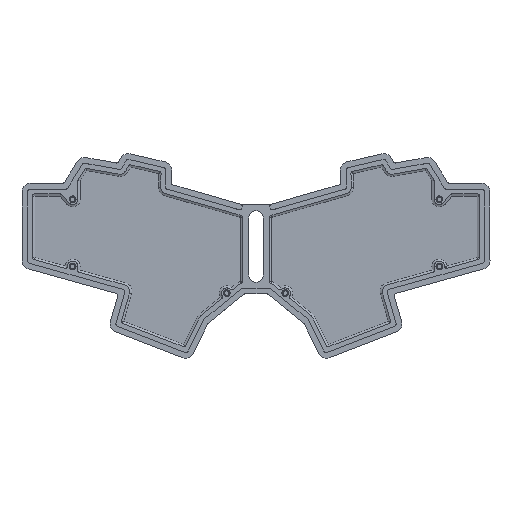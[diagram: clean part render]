
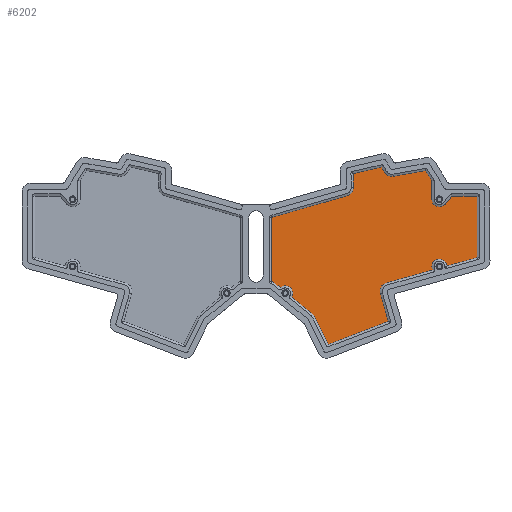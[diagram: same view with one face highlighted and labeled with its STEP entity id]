
A CAD part, top view. The second image highlights one B-rep face of the part: STEP entity #6202.
In plain terms, the highlighted planar face has unit normal (0, 0, 1).
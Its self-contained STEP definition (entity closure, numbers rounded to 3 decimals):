
#158=CIRCLE('',#6548,3.5);
#160=CIRCLE('',#6553,4.);
#162=CIRCLE('',#6559,4.);
#164=CIRCLE('',#6563,3.5);
#166=CIRCLE('',#6566,4.);
#168=CIRCLE('',#6570,4.);
#170=CIRCLE('',#6575,4.);
#179=CIRCLE('',#6595,4.);
#183=CIRCLE('',#6604,3.5);
#614=FACE_OUTER_BOUND('',#1006,.T.);
#1006=EDGE_LOOP('',(#4332,#4333,#4334,#4335,#4336,#4337,#4338,#4339,#4340,
#4341,#4342,#4343,#4344,#4345,#4346,#4347,#4348,#4349,#4350,#4351,#4352,
#4353,#4354,#4355,#4356,#4357,#4358));
#1360=LINE('',#9268,#1984);
#1366=LINE('',#9285,#1990);
#1370=LINE('',#9294,#1994);
#1374=LINE('',#9305,#1998);
#1378=LINE('',#9313,#2002);
#1382=LINE('',#9322,#2006);
#1386=LINE('',#9334,#2010);
#1393=LINE('',#9357,#2017);
#1397=LINE('',#9368,#2021);
#1401=LINE('',#9376,#2025);
#1406=LINE('',#9389,#2030);
#1410=LINE('',#9409,#2034);
#1414=LINE('',#9419,#2038);
#1418=LINE('',#9430,#2042);
#1422=LINE('',#9442,#2046);
#1426=LINE('',#9454,#2050);
#1430=LINE('',#9468,#2054);
#1434=LINE('',#9477,#2058);
#1984=VECTOR('',#7248,10.);
#1990=VECTOR('',#7262,10.);
#1994=VECTOR('',#7268,10.);
#1998=VECTOR('',#7280,10.);
#2002=VECTOR('',#7286,10.);
#2006=VECTOR('',#7292,10.);
#2010=VECTOR('',#7304,10.);
#2017=VECTOR('',#7325,10.);
#2021=VECTOR('',#7337,10.);
#2025=VECTOR('',#7343,10.);
#2030=VECTOR('',#7356,10.);
#2034=VECTOR('',#7386,10.);
#2038=VECTOR('',#7396,10.);
#2042=VECTOR('',#7408,10.);
#2046=VECTOR('',#7422,10.);
#2050=VECTOR('',#7434,10.);
#2054=VECTOR('',#7452,10.);
#2058=VECTOR('',#7462,10.);
#2605=VERTEX_POINT('',#9261);
#2608=VERTEX_POINT('',#9266);
#2609=VERTEX_POINT('',#9270);
#2612=VERTEX_POINT('',#9278);
#2615=VERTEX_POINT('',#9283);
#2616=VERTEX_POINT('',#9287);
#2619=VERTEX_POINT('',#9292);
#2620=VERTEX_POINT('',#9296);
#2625=VERTEX_POINT('',#9311);
#2626=VERTEX_POINT('',#9315);
#2629=VERTEX_POINT('',#9320);
#2631=VERTEX_POINT('',#9326);
#2633=VERTEX_POINT('',#9332);
#2634=VERTEX_POINT('',#9336);
#2637=VERTEX_POINT('',#9344);
#2640=VERTEX_POINT('',#9349);
#2641=VERTEX_POINT('',#9353);
#2643=VERTEX_POINT('',#9359);
#2648=VERTEX_POINT('',#9374);
#2651=VERTEX_POINT('',#9382);
#2655=VERTEX_POINT('',#9407);
#2658=VERTEX_POINT('',#9417);
#2660=VERTEX_POINT('',#9423);
#2662=VERTEX_POINT('',#9436);
#2665=VERTEX_POINT('',#9444);
#2667=VERTEX_POINT('',#9450);
#2669=VERTEX_POINT('',#9462);
#3168=EDGE_CURVE('',#2608,#2605,#1360,.T.);
#3172=EDGE_CURVE('',#2605,#2609,#158,.T.);
#3176=EDGE_CURVE('',#2615,#2612,#1366,.T.);
#3180=EDGE_CURVE('',#2619,#2616,#1370,.T.);
#3183=EDGE_CURVE('',#2616,#2620,#160,.T.);
#3186=EDGE_CURVE('',#2620,#2615,#1374,.T.);
#3190=EDGE_CURVE('',#2625,#2619,#1378,.T.);
#3194=EDGE_CURVE('',#2629,#2626,#1382,.T.);
#3197=EDGE_CURVE('',#2631,#2629,#162,.T.);
#3200=EDGE_CURVE('',#2633,#2631,#1386,.T.);
#3204=EDGE_CURVE('',#2626,#2634,#164,.T.);
#3208=EDGE_CURVE('',#2640,#2637,#166,.T.);
#3211=EDGE_CURVE('',#2637,#2641,#1393,.T.);
#3214=EDGE_CURVE('',#2641,#2643,#168,.T.);
#3217=EDGE_CURVE('',#2643,#2625,#1397,.T.);
#3221=EDGE_CURVE('',#2648,#2640,#1401,.T.);
#3225=EDGE_CURVE('',#2651,#2648,#170,.T.);
#3228=EDGE_CURVE('',#2634,#2651,#1406,.T.);
#3238=EDGE_CURVE('',#2655,#2633,#1410,.T.);
#3243=EDGE_CURVE('',#2658,#2655,#1414,.T.);
#3246=EDGE_CURVE('',#2660,#2658,#179,.T.);
#3249=EDGE_CURVE('',#2609,#2660,#1418,.T.);
#3255=EDGE_CURVE('',#2612,#2662,#1422,.T.);
#3258=EDGE_CURVE('',#2662,#2665,#183,.T.);
#3261=EDGE_CURVE('',#2665,#2667,#1426,.T.);
#3268=EDGE_CURVE('',#2667,#2669,#1430,.T.);
#3273=EDGE_CURVE('',#2669,#2608,#1434,.T.);
#4332=ORIENTED_EDGE('',*,*,#3208,.F.);
#4333=ORIENTED_EDGE('',*,*,#3221,.F.);
#4334=ORIENTED_EDGE('',*,*,#3225,.F.);
#4335=ORIENTED_EDGE('',*,*,#3228,.F.);
#4336=ORIENTED_EDGE('',*,*,#3204,.F.);
#4337=ORIENTED_EDGE('',*,*,#3194,.F.);
#4338=ORIENTED_EDGE('',*,*,#3197,.F.);
#4339=ORIENTED_EDGE('',*,*,#3200,.F.);
#4340=ORIENTED_EDGE('',*,*,#3238,.F.);
#4341=ORIENTED_EDGE('',*,*,#3243,.F.);
#4342=ORIENTED_EDGE('',*,*,#3246,.F.);
#4343=ORIENTED_EDGE('',*,*,#3249,.F.);
#4344=ORIENTED_EDGE('',*,*,#3172,.F.);
#4345=ORIENTED_EDGE('',*,*,#3168,.F.);
#4346=ORIENTED_EDGE('',*,*,#3273,.F.);
#4347=ORIENTED_EDGE('',*,*,#3268,.F.);
#4348=ORIENTED_EDGE('',*,*,#3261,.F.);
#4349=ORIENTED_EDGE('',*,*,#3258,.F.);
#4350=ORIENTED_EDGE('',*,*,#3255,.F.);
#4351=ORIENTED_EDGE('',*,*,#3176,.F.);
#4352=ORIENTED_EDGE('',*,*,#3186,.F.);
#4353=ORIENTED_EDGE('',*,*,#3183,.F.);
#4354=ORIENTED_EDGE('',*,*,#3180,.F.);
#4355=ORIENTED_EDGE('',*,*,#3190,.F.);
#4356=ORIENTED_EDGE('',*,*,#3217,.F.);
#4357=ORIENTED_EDGE('',*,*,#3214,.F.);
#4358=ORIENTED_EDGE('',*,*,#3211,.F.);
#5983=PLANE('',#6652);
#6202=ADVANCED_FACE('',(#614),#5983,.F.);
#6548=AXIS2_PLACEMENT_3D('',#9276,#7255,#7256);
#6553=AXIS2_PLACEMENT_3D('',#9300,#7274,#7275);
#6559=AXIS2_PLACEMENT_3D('',#9328,#7298,#7299);
#6563=AXIS2_PLACEMENT_3D('',#9342,#7311,#7312);
#6566=AXIS2_PLACEMENT_3D('',#9351,#7319,#7320);
#6570=AXIS2_PLACEMENT_3D('',#9363,#7331,#7332);
#6575=AXIS2_PLACEMENT_3D('',#9384,#7350,#7351);
#6595=AXIS2_PLACEMENT_3D('',#9425,#7402,#7403);
#6604=AXIS2_PLACEMENT_3D('',#9448,#7428,#7429);
#6652=AXIS2_PLACEMENT_3D('',#9568,#7567,#7568);
#7248=DIRECTION('',(-0.963,-0.27,0.));
#7255=DIRECTION('center_axis',(0.,0.,1.));
#7256=DIRECTION('ref_axis',(0.878,0.478,0.));
#7262=DIRECTION('',(0.524,-0.852,0.));
#7268=DIRECTION('',(0.507,-0.862,0.));
#7274=DIRECTION('center_axis',(0.,0.,1.));
#7275=DIRECTION('ref_axis',(0.174,-0.985,0.));
#7280=DIRECTION('',(0.985,0.174,0.));
#7286=DIRECTION('',(0.974,0.225,0.));
#7292=DIRECTION('',(-0.774,0.634,0.));
#7298=DIRECTION('center_axis',(0.,0.,1.));
#7299=DIRECTION('ref_axis',(0.634,0.774,0.));
#7304=DIRECTION('',(-0.438,0.899,0.));
#7311=DIRECTION('center_axis',(0.,0.,1.));
#7312=DIRECTION('ref_axis',(-0.68,0.733,0.));
#7319=DIRECTION('center_axis',(0.,0.,1.));
#7320=DIRECTION('ref_axis',(0.276,-0.961,0.));
#7325=DIRECTION('',(0.961,0.276,0.));
#7331=DIRECTION('center_axis',(0.,0.,1.));
#7332=DIRECTION('ref_axis',(1.,0.019,0.));
#7337=DIRECTION('',(-0.019,1.,0.));
#7343=DIRECTION('',(0.,1.,0.));
#7350=DIRECTION('center_axis',(0.,0.,1.));
#7351=DIRECTION('ref_axis',(0.,1.,0.));
#7356=DIRECTION('',(-0.774,0.634,0.));
#7386=DIRECTION('',(-0.933,-0.359,0.));
#7396=DIRECTION('',(0.276,-0.961,0.));
#7402=DIRECTION('center_axis',(0.,0.,1.));
#7403=DIRECTION('ref_axis',(-0.961,-0.276,0.));
#7408=DIRECTION('',(-0.963,-0.27,0.));
#7422=DIRECTION('',(0.,-1.,0.));
#7428=DIRECTION('center_axis',(0.,0.,1.));
#7429=DIRECTION('ref_axis',(-1.,0.,0.));
#7434=DIRECTION('',(0.64,0.768,0.));
#7452=DIRECTION('',(1.,0.,0.));
#7462=DIRECTION('',(0.,-1.,0.));
#7567=DIRECTION('center_axis',(0.,0.,-1.));
#7568=DIRECTION('ref_axis',(1.,0.,0.));
#9261=CARTESIAN_POINT('',(270.415,-149.723,-1.5));
#9266=CARTESIAN_POINT('',(284.961,-145.651,-1.5));
#9268=CARTESIAN_POINT('',(229.068,-161.298,-1.5));
#9270=CARTESIAN_POINT('',(263.844,-151.563,-1.5));
#9276=CARTESIAN_POINT('Origin',(266.919,-149.89,-1.5));
#9278=CARTESIAN_POINT('',(263.419,-109.327,-1.5));
#9283=CARTESIAN_POINT('',(260.345,-104.327,-1.5));
#9285=CARTESIAN_POINT('',(259.897,-103.599,-1.5));
#9287=CARTESIAN_POINT('',(240.95,-105.107,-1.5));
#9292=CARTESIAN_POINT('',(239.479,-102.61,-1.5));
#9294=CARTESIAN_POINT('',(241.788,-106.531,-1.5));
#9296=CARTESIAN_POINT('',(245.091,-107.017,-1.5));
#9300=CARTESIAN_POINT('Origin',(244.397,-103.078,-1.5));
#9305=CARTESIAN_POINT('',(218.196,-111.759,-1.5));
#9311=CARTESIAN_POINT('',(225.967,-105.73,-1.5));
#9313=CARTESIAN_POINT('',(206.915,-110.128,-1.5));
#9315=CARTESIAN_POINT('',(196.773,-164.369,-1.5));
#9320=CARTESIAN_POINT('',(206.742,-172.534,-1.5));
#9322=CARTESIAN_POINT('',(186.948,-156.321,-1.5));
#9326=CARTESIAN_POINT('',(207.803,-173.875,-1.5));
#9328=CARTESIAN_POINT('Origin',(204.207,-175.628,-1.5));
#9332=CARTESIAN_POINT('',(214.172,-186.933,-1.5));
#9334=CARTESIAN_POINT('',(199.411,-156.67,-1.5));
#9336=CARTESIAN_POINT('',(191.408,-159.974,-1.5));
#9342=CARTESIAN_POINT('Origin',(193.789,-162.54,-1.5));
#9344=CARTESIAN_POINT('',(187.752,-126.411,-1.5));
#9349=CARTESIAN_POINT('',(187.242,-126.522,-1.5));
#9351=CARTESIAN_POINT('Origin',(186.649,-122.566,-1.5));
#9353=CARTESIAN_POINT('',(223.193,-116.248,-1.5));
#9357=CARTESIAN_POINT('',(199.391,-123.074,-1.5));
#9359=CARTESIAN_POINT('',(226.089,-112.329,-1.5));
#9363=CARTESIAN_POINT('Origin',(222.09,-112.403,-1.5));
#9368=CARTESIAN_POINT('',(226.315,-124.473,-1.5));
#9374=CARTESIAN_POINT('',(187.242,-157.041,-1.5));
#9376=CARTESIAN_POINT('',(187.242,-135.231,-1.5));
#9382=CARTESIAN_POINT('',(188.777,-157.819,-1.5));
#9384=CARTESIAN_POINT('Origin',(186.242,-160.913,-1.5));
#9389=CARTESIAN_POINT('',(182.949,-153.046,-1.5));
#9407=CARTESIAN_POINT('',(242.745,-175.925,-1.5));
#9409=CARTESIAN_POINT('',(205.869,-190.132,-1.5));
#9417=CARTESIAN_POINT('',(238.955,-162.71,-1.5));
#9419=CARTESIAN_POINT('',(236.372,-153.702,-1.5));
#9423=CARTESIAN_POINT('',(241.722,-157.755,-1.5));
#9425=CARTESIAN_POINT('Origin',(242.801,-161.607,-1.5));
#9430=CARTESIAN_POINT('',(214.722,-165.314,-1.5));
#9436=CARTESIAN_POINT('',(263.419,-117.99,-1.5));
#9442=CARTESIAN_POINT('',(263.419,-131.443,-1.5));
#9444=CARTESIAN_POINT('',(269.608,-120.23,-1.5));
#9448=CARTESIAN_POINT('Origin',(266.919,-117.99,-1.5));
#9450=CARTESIAN_POINT('',(272.776,-116.427,-1.5));
#9454=CARTESIAN_POINT('',(246.752,-147.669,-1.5));
#9462=CARTESIAN_POINT('',(284.961,-116.427,-1.5));
#9468=CARTESIAN_POINT('',(232.925,-116.427,-1.5));
#9477=CARTESIAN_POINT('',(284.961,-145.652,-1.5));
#9568=CARTESIAN_POINT('Origin',(179.889,-144.895,-1.5));
